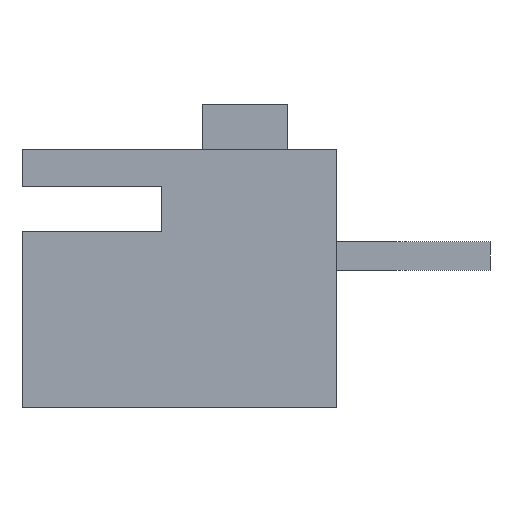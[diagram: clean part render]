
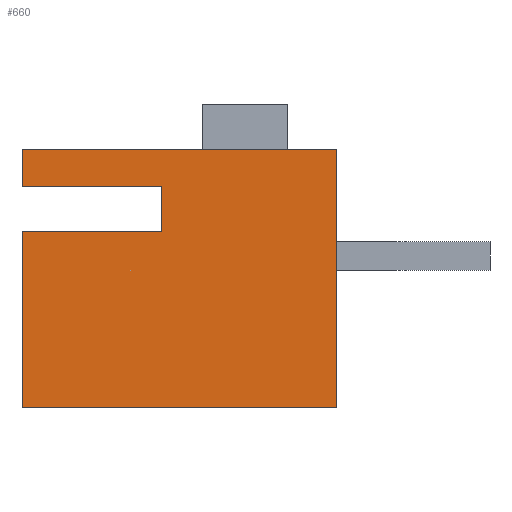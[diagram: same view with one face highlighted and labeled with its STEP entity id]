
A CAD part, left-side view. The second image highlights one B-rep face of the part: STEP entity #660.
In plain terms, the highlighted planar face has unit normal (-1, 0, 0).
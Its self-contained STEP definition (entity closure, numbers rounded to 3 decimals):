
#262 = VERTEX_POINT ( 'NONE', #2284 ) ;
#267 = EDGE_CURVE ( 'NONE', #4449, #262, #2279, .T. ) ;
#271 = VERTEX_POINT ( 'NONE', #2264 ) ;
#272 = EDGE_CURVE ( 'NONE', #271, #4449, #2263, .T. ) ;
#441 = EDGE_CURVE ( 'NONE', #442, #443, #2698, .T. ) ;
#442 = VERTEX_POINT ( 'NONE', #2761 ) ;
#443 = VERTEX_POINT ( 'NONE', #2760 ) ;
#496 = VERTEX_POINT ( 'NONE', #2838 ) ;
#523 = EDGE_CURVE ( 'NONE', #543, #496, #2861, .T. ) ;
#538 = EDGE_CURVE ( 'NONE', #577, #271, #2900, .T. ) ;
#542 = EDGE_CURVE ( 'NONE', #443, #543, #2955, .T. ) ;
#543 = VERTEX_POINT ( 'NONE', #2951 ) ;
#577 = VERTEX_POINT ( 'NONE', #2957 ) ;
#579 = EDGE_LOOP ( 'NONE', ( #580, #581, #582, #583, #584, #585, #625, #626 ) ) ;
#580 = ORIENTED_EDGE ( 'NONE', *, *, #605, .F. ) ;
#581 = ORIENTED_EDGE ( 'NONE', *, *, #267, .F. ) ;
#582 = ORIENTED_EDGE ( 'NONE', *, *, #272, .F. ) ;
#583 = ORIENTED_EDGE ( 'NONE', *, *, #538, .F. ) ;
#584 = ORIENTED_EDGE ( 'NONE', *, *, #615, .F. ) ;
#585 = ORIENTED_EDGE ( 'NONE', *, *, #523, .F. ) ;
#605 = EDGE_CURVE ( 'NONE', #262, #442, #2991, .T. ) ;
#615 = EDGE_CURVE ( 'NONE', #496, #577, #3044, .T. ) ;
#625 = ORIENTED_EDGE ( 'NONE', *, *, #542, .F. ) ;
#626 = ORIENTED_EDGE ( 'NONE', *, *, #441, .F. ) ;
#660 = ADVANCED_FACE ( 'NONE', ( #3115 ), #3114, .T. ) ;
#1595 = CARTESIAN_POINT ( 'NONE',  ( -9.95, 7., 1.55 ) ) ;
#2260 = DIRECTION ( 'NONE',  ( 0., 1., 0. ) ) ;
#2261 = VECTOR ( 'NONE', #2260, 1000. ) ;
#2262 = CARTESIAN_POINT ( 'NONE',  ( -9.95, 7., 1.55 ) ) ;
#2263 = LINE ( 'NONE', #2262, #2261 ) ;
#2264 = CARTESIAN_POINT ( 'NONE',  ( -9.95, 3.9, 1.55 ) ) ;
#2276 = DIRECTION ( 'NONE',  ( 0., 0., 1. ) ) ;
#2277 = VECTOR ( 'NONE', #2276, 1000. ) ;
#2278 = CARTESIAN_POINT ( 'NONE',  ( -9.95, 7., 2.375 ) ) ;
#2279 = LINE ( 'NONE', #2278, #2277 ) ;
#2284 = CARTESIAN_POINT ( 'NONE',  ( -9.95, 7., 2.375 ) ) ;
#2698 = LINE ( 'NONE', #2764, #2763 ) ;
#2760 = CARTESIAN_POINT ( 'NONE',  ( -9.95, 0., -3.375 ) ) ;
#2761 = CARTESIAN_POINT ( 'NONE',  ( -9.95, 0., 2.375 ) ) ;
#2762 = DIRECTION ( 'NONE',  ( 0., 0., -1. ) ) ;
#2763 = VECTOR ( 'NONE', #2762, 1000. ) ;
#2764 = CARTESIAN_POINT ( 'NONE',  ( -9.95, 0., 2.375 ) ) ;
#2838 = CARTESIAN_POINT ( 'NONE',  ( -9.95, 7., 0.55 ) ) ;
#2858 = DIRECTION ( 'NONE',  ( 0., 0., 1. ) ) ;
#2859 = VECTOR ( 'NONE', #2858, 1000. ) ;
#2860 = CARTESIAN_POINT ( 'NONE',  ( -9.95, 7., 0.55 ) ) ;
#2861 = LINE ( 'NONE', #2860, #2859 ) ;
#2897 = DIRECTION ( 'NONE',  ( 0., 0., 1. ) ) ;
#2898 = VECTOR ( 'NONE', #2897, 1000. ) ;
#2899 = CARTESIAN_POINT ( 'NONE',  ( -9.95, 3.9, 1.55 ) ) ;
#2900 = LINE ( 'NONE', #2899, #2898 ) ;
#2951 = CARTESIAN_POINT ( 'NONE',  ( -9.95, 7., -3.375 ) ) ;
#2952 = DIRECTION ( 'NONE',  ( 0., 1., 0. ) ) ;
#2953 = VECTOR ( 'NONE', #2952, 1000. ) ;
#2954 = CARTESIAN_POINT ( 'NONE',  ( -9.95, 0., -3.375 ) ) ;
#2955 = LINE ( 'NONE', #2954, #2953 ) ;
#2957 = CARTESIAN_POINT ( 'NONE',  ( -9.95, 3.9, 0.55 ) ) ;
#2988 = DIRECTION ( 'NONE',  ( 0., -1., 0. ) ) ;
#2989 = VECTOR ( 'NONE', #2988, 1000. ) ;
#2990 = CARTESIAN_POINT ( 'NONE',  ( -9.95, 0., 2.375 ) ) ;
#2991 = LINE ( 'NONE', #2990, #2989 ) ;
#3041 = DIRECTION ( 'NONE',  ( 0., -1., 0. ) ) ;
#3042 = VECTOR ( 'NONE', #3041, 1000. ) ;
#3043 = CARTESIAN_POINT ( 'NONE',  ( -9.95, 3.9, 0.55 ) ) ;
#3044 = LINE ( 'NONE', #3043, #3042 ) ;
#3110 = DIRECTION ( 'NONE',  ( 0., 0., 1. ) ) ;
#3111 = DIRECTION ( 'NONE',  ( -1., 0., 0. ) ) ;
#3112 = CARTESIAN_POINT ( 'NONE',  ( -9.95, 7., 2.375 ) ) ;
#3113 = AXIS2_PLACEMENT_3D ( 'NONE', #3112, #3111, #3110 ) ;
#3114 = PLANE ( 'NONE',  #3113 ) ;
#3115 = FACE_OUTER_BOUND ( 'NONE', #579, .T. ) ;
#4449 = VERTEX_POINT ( 'NONE', #1595 ) ;
